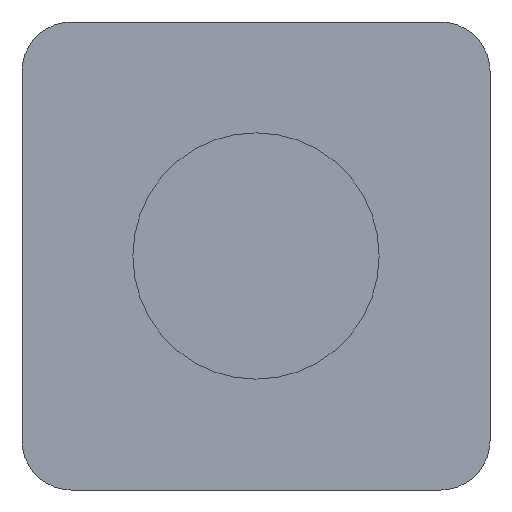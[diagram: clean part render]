
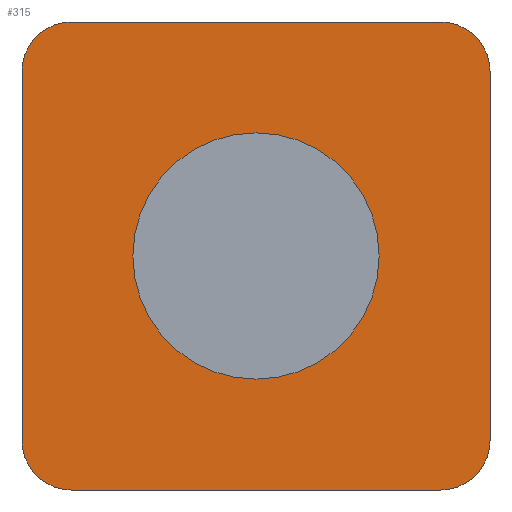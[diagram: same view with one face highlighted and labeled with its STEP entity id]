
A CAD part, front view. The second image highlights one B-rep face of the part: STEP entity #315.
In plain terms, the highlighted planar face has unit normal (0, -1, 0).
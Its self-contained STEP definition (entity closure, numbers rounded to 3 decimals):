
#15=FACE_BOUND('',#67,.T.);
#22=PLANE('',#371);
#46=FACE_OUTER_BOUND('',#66,.T.);
#66=EDGE_LOOP('',(#278,#279,#280,#281,#282,#283,#284,#285));
#67=EDGE_LOOP('',(#286));
#79=LINE('',#529,#100);
#85=LINE('',#556,#106);
#86=LINE('',#558,#107);
#88=LINE('',#567,#109);
#100=VECTOR('',#427,10.);
#106=VECTOR('',#461,10.);
#107=VECTOR('',#464,10.);
#109=VECTOR('',#476,10.);
#110=CIRCLE('',#331,1.);
#119=CIRCLE('',#344,1.);
#122=CIRCLE('',#352,1.);
#129=CIRCLE('',#363,1.);
#131=CIRCLE('',#369,2.5);
#132=VERTEX_POINT('',#481);
#133=VERTEX_POINT('',#482);
#142=VERTEX_POINT('',#508);
#143=VERTEX_POINT('',#509);
#148=VERTEX_POINT('',#528);
#149=VERTEX_POINT('',#532);
#150=VERTEX_POINT('',#533);
#155=VERTEX_POINT('',#552);
#157=VERTEX_POINT('',#563);
#158=EDGE_CURVE('',#132,#133,#110,.T.);
#171=EDGE_CURVE('',#142,#143,#119,.T.);
#181=EDGE_CURVE('',#148,#133,#79,.T.);
#183=EDGE_CURVE('',#149,#150,#122,.T.);
#193=EDGE_CURVE('',#148,#155,#129,.T.);
#195=EDGE_CURVE('',#142,#150,#85,.T.);
#196=EDGE_CURVE('',#149,#155,#86,.T.);
#199=EDGE_CURVE('',#157,#157,#131,.T.);
#200=EDGE_CURVE('',#132,#143,#88,.T.);
#278=ORIENTED_EDGE('',*,*,#171,.F.);
#279=ORIENTED_EDGE('',*,*,#195,.T.);
#280=ORIENTED_EDGE('',*,*,#183,.F.);
#281=ORIENTED_EDGE('',*,*,#196,.T.);
#282=ORIENTED_EDGE('',*,*,#193,.F.);
#283=ORIENTED_EDGE('',*,*,#181,.T.);
#284=ORIENTED_EDGE('',*,*,#158,.F.);
#285=ORIENTED_EDGE('',*,*,#200,.T.);
#286=ORIENTED_EDGE('',*,*,#199,.F.);
#315=ADVANCED_FACE('',(#46,#15),#22,.F.);
#331=AXIS2_PLACEMENT_3D('',#483,#376,#377);
#344=AXIS2_PLACEMENT_3D('',#510,#406,#407);
#352=AXIS2_PLACEMENT_3D('',#534,#431,#432);
#363=AXIS2_PLACEMENT_3D('',#553,#456,#457);
#369=AXIS2_PLACEMENT_3D('',#565,#472,#473);
#371=AXIS2_PLACEMENT_3D('',#568,#477,#478);
#376=DIRECTION('center_axis',(0.,1.,0.));
#377=DIRECTION('ref_axis',(-0.707,0.,-0.707));
#406=DIRECTION('center_axis',(0.,1.,0.));
#407=DIRECTION('ref_axis',(0.707,0.,-0.707));
#427=DIRECTION('',(0.,0.,-1.));
#431=DIRECTION('center_axis',(0.,1.,0.));
#432=DIRECTION('ref_axis',(0.707,0.,0.707));
#456=DIRECTION('center_axis',(0.,1.,0.));
#457=DIRECTION('ref_axis',(-0.707,0.,0.707));
#461=DIRECTION('',(0.,0.,1.));
#464=DIRECTION('',(-1.,0.,0.));
#472=DIRECTION('center_axis',(0.,-1.,0.));
#473=DIRECTION('ref_axis',(1.,0.,0.));
#476=DIRECTION('',(1.,0.,0.));
#477=DIRECTION('center_axis',(0.,1.,0.));
#478=DIRECTION('ref_axis',(1.,0.,0.));
#481=CARTESIAN_POINT('',(-3.75,0.,-4.75));
#482=CARTESIAN_POINT('',(-4.75,0.,-3.75));
#483=CARTESIAN_POINT('Origin',(-3.75,0.,-3.75));
#508=CARTESIAN_POINT('',(4.75,0.,-3.75));
#509=CARTESIAN_POINT('',(3.75,0.,-4.75));
#510=CARTESIAN_POINT('Origin',(3.75,0.,-3.75));
#528=CARTESIAN_POINT('',(-4.75,0.,3.75));
#529=CARTESIAN_POINT('',(-4.75,0.,4.75));
#532=CARTESIAN_POINT('',(3.75,0.,4.75));
#533=CARTESIAN_POINT('',(4.75,0.,3.75));
#534=CARTESIAN_POINT('Origin',(3.75,0.,3.75));
#552=CARTESIAN_POINT('',(-3.75,0.,4.75));
#553=CARTESIAN_POINT('Origin',(-3.75,0.,3.75));
#556=CARTESIAN_POINT('',(4.75,0.,-4.75));
#558=CARTESIAN_POINT('',(4.75,0.,4.75));
#563=CARTESIAN_POINT('',(-2.5,0.,0.));
#565=CARTESIAN_POINT('Origin',(0.,0.,0.));
#567=CARTESIAN_POINT('',(-4.75,0.,-4.75));
#568=CARTESIAN_POINT('Origin',(0.,0.,0.));
